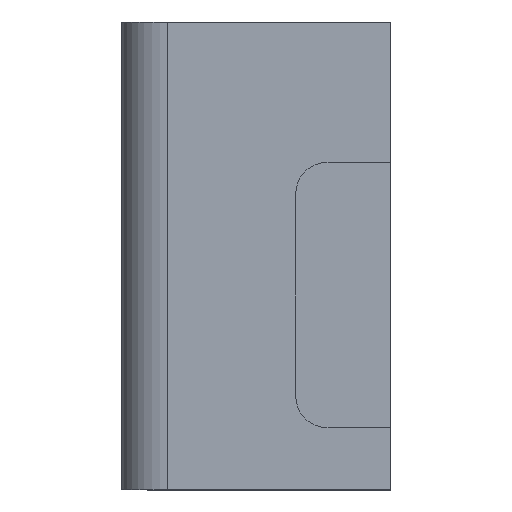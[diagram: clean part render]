
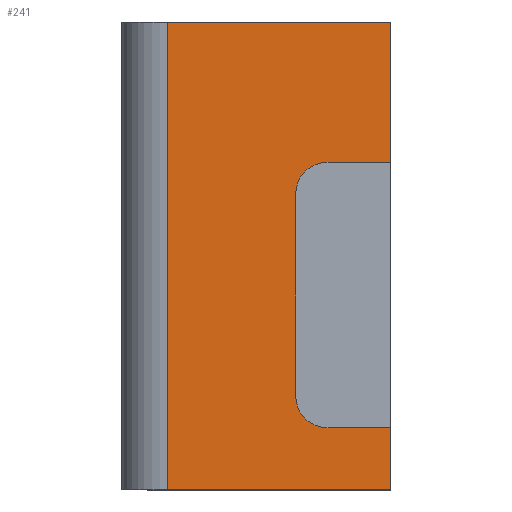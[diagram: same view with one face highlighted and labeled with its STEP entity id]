
A CAD part, left-side view. The second image highlights one B-rep face of the part: STEP entity #241.
In plain terms, the highlighted planar face has unit normal (-1, 0, 0).
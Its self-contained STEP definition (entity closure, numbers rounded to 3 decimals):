
#4 = CARTESIAN_POINT ( 'NONE',  ( 0., -15.3, 0. ) ) ;
#8 = CARTESIAN_POINT ( 'NONE',  ( 0., -9.201, 4. ) ) ;
#14 = CIRCLE ( 'NONE', #2704, 2. ) ;
#43 = CARTESIAN_POINT ( 'NONE',  ( 0., -15.3, 0. ) ) ;
#55 = DIRECTION ( 'NONE',  ( 1., 0., 0. ) ) ;
#90 = EDGE_CURVE ( 'NONE', #1336, #1733, #1844, .T. ) ;
#117 = CARTESIAN_POINT ( 'NONE',  ( 0., -9.201, 19. ) ) ;
#198 = FACE_OUTER_BOUND ( 'NONE', #791, .T. ) ;
#229 = AXIS2_PLACEMENT_3D ( 'NONE', #1960, #55, #681 ) ;
#241 = ADVANCED_FACE ( 'NONE', ( #198 ), #1094, .F. ) ;
#269 = DIRECTION ( 'NONE',  ( 0., -1., 0. ) ) ;
#288 = EDGE_CURVE ( 'NONE', #1531, #2062, #2652, .T. ) ;
#289 = ORIENTED_EDGE ( 'NONE', *, *, #776, .F. ) ;
#293 = ORIENTED_EDGE ( 'NONE', *, *, #1567, .F. ) ;
#352 = VECTOR ( 'NONE', #415, 1000. ) ;
#395 = VERTEX_POINT ( 'NONE', #2245 ) ;
#406 = VECTOR ( 'NONE', #2735, 1000. ) ;
#415 = DIRECTION ( 'NONE',  ( 0., -1., 0. ) ) ;
#470 = DIRECTION ( 'NONE',  ( 0., 0., -1. ) ) ;
#487 = LINE ( 'NONE', #1761, #1727 ) ;
#546 = EDGE_CURVE ( 'NONE', #2321, #762, #2310, .T. ) ;
#625 = ORIENTED_EDGE ( 'NONE', *, *, #2446, .T. ) ;
#628 = CARTESIAN_POINT ( 'NONE',  ( 0., -15.3, 21. ) ) ;
#667 = CARTESIAN_POINT ( 'NONE',  ( 0., 2., 0. ) ) ;
#670 = AXIS2_PLACEMENT_3D ( 'NONE', #667, #1555, #470 ) ;
#681 = DIRECTION ( 'NONE',  ( 0., 0., -1. ) ) ;
#711 = VECTOR ( 'NONE', #855, 1000. ) ;
#724 = CARTESIAN_POINT ( 'NONE',  ( 0., -15.3, 21. ) ) ;
#739 = EDGE_CURVE ( 'NONE', #1261, #1336, #487, .T. ) ;
#759 = CARTESIAN_POINT ( 'NONE',  ( 0., -15.3, 4. ) ) ;
#762 = VERTEX_POINT ( 'NONE', #2351 ) ;
#776 = EDGE_CURVE ( 'NONE', #2321, #2733, #2573, .T. ) ;
#791 = EDGE_LOOP ( 'NONE', ( #2398, #1025, #625, #1093, #1499, #2394, #293, #289, #2162, #1774 ) ) ;
#855 = DIRECTION ( 'NONE',  ( 0., 0., -1. ) ) ;
#950 = DIRECTION ( 'NONE',  ( 1., 0., 0. ) ) ;
#1003 = CARTESIAN_POINT ( 'NONE',  ( 0., -15.3, 30. ) ) ;
#1025 = ORIENTED_EDGE ( 'NONE', *, *, #739, .F. ) ;
#1093 = ORIENTED_EDGE ( 'NONE', *, *, #2041, .F. ) ;
#1094 = PLANE ( 'NONE',  #670 ) ;
#1152 = VECTOR ( 'NONE', #1559, 1000. ) ;
#1161 = DIRECTION ( 'NONE',  ( 0., 1., 0. ) ) ;
#1182 = EDGE_CURVE ( 'NONE', #762, #1733, #1884, .T. ) ;
#1261 = VERTEX_POINT ( 'NONE', #1671 ) ;
#1333 = EDGE_CURVE ( 'NONE', #1926, #2062, #14, .T. ) ;
#1336 = VERTEX_POINT ( 'NONE', #759 ) ;
#1348 = CARTESIAN_POINT ( 'NONE',  ( 0., -1., 30. ) ) ;
#1440 = VECTOR ( 'NONE', #1718, 1000. ) ;
#1499 = ORIENTED_EDGE ( 'NONE', *, *, #1333, .T. ) ;
#1501 = CARTESIAN_POINT ( 'NONE',  ( 0., -11.201, 21. ) ) ;
#1531 = VERTEX_POINT ( 'NONE', #628 ) ;
#1555 = DIRECTION ( 'NONE',  ( 1., 0., 0. ) ) ;
#1559 = DIRECTION ( 'NONE',  ( 0., -1., 0. ) ) ;
#1567 = EDGE_CURVE ( 'NONE', #2733, #1531, #1916, .T. ) ;
#1671 = CARTESIAN_POINT ( 'NONE',  ( 0., -11.201, 4. ) ) ;
#1680 = CARTESIAN_POINT ( 'NONE',  ( 0., 2., 0. ) ) ;
#1718 = DIRECTION ( 'NONE',  ( 0., 0., -1. ) ) ;
#1727 = VECTOR ( 'NONE', #269, 1000. ) ;
#1733 = VERTEX_POINT ( 'NONE', #43 ) ;
#1761 = CARTESIAN_POINT ( 'NONE',  ( 0., -15.3, 4. ) ) ;
#1774 = ORIENTED_EDGE ( 'NONE', *, *, #1182, .T. ) ;
#1810 = CIRCLE ( 'NONE', #229, 2. ) ;
#1816 = DIRECTION ( 'NONE',  ( 0., 0., -1. ) ) ;
#1844 = LINE ( 'NONE', #4, #1440 ) ;
#1848 = LINE ( 'NONE', #8, #406 ) ;
#1884 = LINE ( 'NONE', #1680, #352 ) ;
#1904 = VECTOR ( 'NONE', #1161, 1000. ) ;
#1916 = LINE ( 'NONE', #2143, #711 ) ;
#1926 = VERTEX_POINT ( 'NONE', #117 ) ;
#1960 = CARTESIAN_POINT ( 'NONE',  ( 0., -11.201, 6. ) ) ;
#2041 = EDGE_CURVE ( 'NONE', #1926, #395, #1848, .T. ) ;
#2053 = DIRECTION ( 'NONE',  ( 0., 0., -1. ) ) ;
#2062 = VERTEX_POINT ( 'NONE', #1501 ) ;
#2143 = CARTESIAN_POINT ( 'NONE',  ( 0., -15.3, 0. ) ) ;
#2162 = ORIENTED_EDGE ( 'NONE', *, *, #546, .T. ) ;
#2245 = CARTESIAN_POINT ( 'NONE',  ( 0., -9.201, 6. ) ) ;
#2256 = CARTESIAN_POINT ( 'NONE',  ( 0., -11.201, 19. ) ) ;
#2268 = CARTESIAN_POINT ( 'NONE',  ( 0., -1., 0. ) ) ;
#2310 = LINE ( 'NONE', #2268, #2654 ) ;
#2321 = VERTEX_POINT ( 'NONE', #1348 ) ;
#2351 = CARTESIAN_POINT ( 'NONE',  ( 0., -1., 0. ) ) ;
#2394 = ORIENTED_EDGE ( 'NONE', *, *, #288, .F. ) ;
#2398 = ORIENTED_EDGE ( 'NONE', *, *, #90, .F. ) ;
#2446 = EDGE_CURVE ( 'NONE', #1261, #395, #1810, .T. ) ;
#2573 = LINE ( 'NONE', #2590, #1152 ) ;
#2590 = CARTESIAN_POINT ( 'NONE',  ( 0., 2., 30. ) ) ;
#2652 = LINE ( 'NONE', #724, #1904 ) ;
#2654 = VECTOR ( 'NONE', #2053, 1000. ) ;
#2704 = AXIS2_PLACEMENT_3D ( 'NONE', #2256, #950, #1816 ) ;
#2733 = VERTEX_POINT ( 'NONE', #1003 ) ;
#2735 = DIRECTION ( 'NONE',  ( 0., 0., -1. ) ) ;
